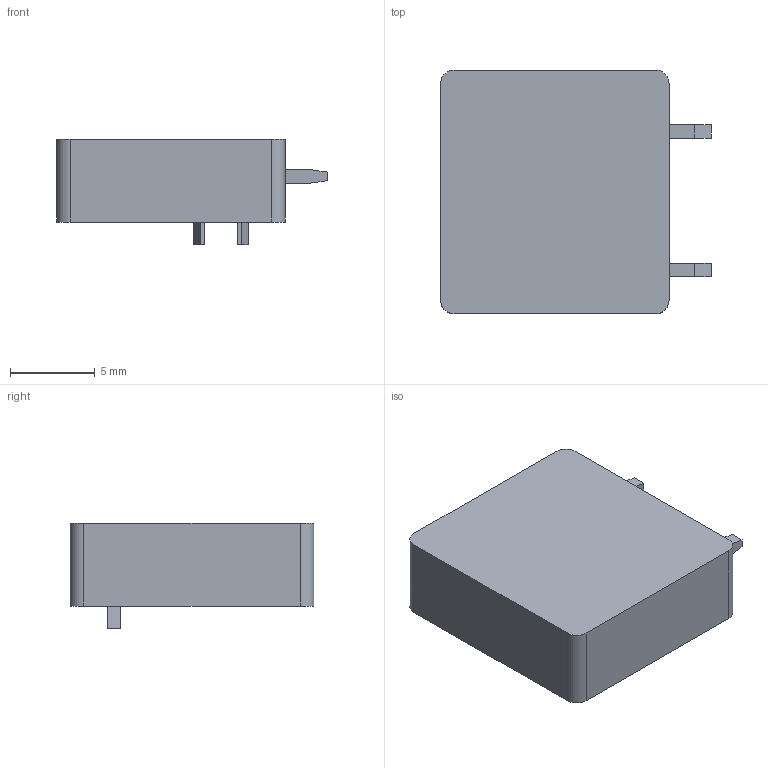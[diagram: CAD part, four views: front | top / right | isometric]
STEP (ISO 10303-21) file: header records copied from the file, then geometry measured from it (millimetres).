
FILE_DESCRIPTION((''),'2;1');
FILE_NAME('PRT0005','2024-09-25T',('sj'),(''),'PRO/ENGINEER BY PARAMETRIC TECHNOLOGY CORPORATION, 2013240','PRO/ENGINEER BY PARAMETRIC TECHNOLOGY CORPORATION, 2013240','');
FILE_SCHEMA(('AUTOMOTIVE_DESIGN_CC2 { 1 2 10303 214 -1 1 5 2 }'));
Length unit declared in the file: millimetre
Products named in the file (1): PRT0005
Bounding box: 16 x 14.4 x 6.25 mm (x, y, z)
Volume: 924.1 mm3; surface area: 710.3 mm2
Topology: 1 solids, 1 shells, 64 faces, 158 edges, 102 vertices
Faces by surface type: plane 40, cylinder 17, torus 3, bspline 2, cone 2
Entity records: 2032 total; most frequent: CARTESIAN_POINT 504, ORIENTED_EDGE 316, DIRECTION 298, EDGE_CURVE 158, VECTOR 106, LINE 106, VERTEX_POINT 102, AXIS2_PLACEMENT_3D 96
